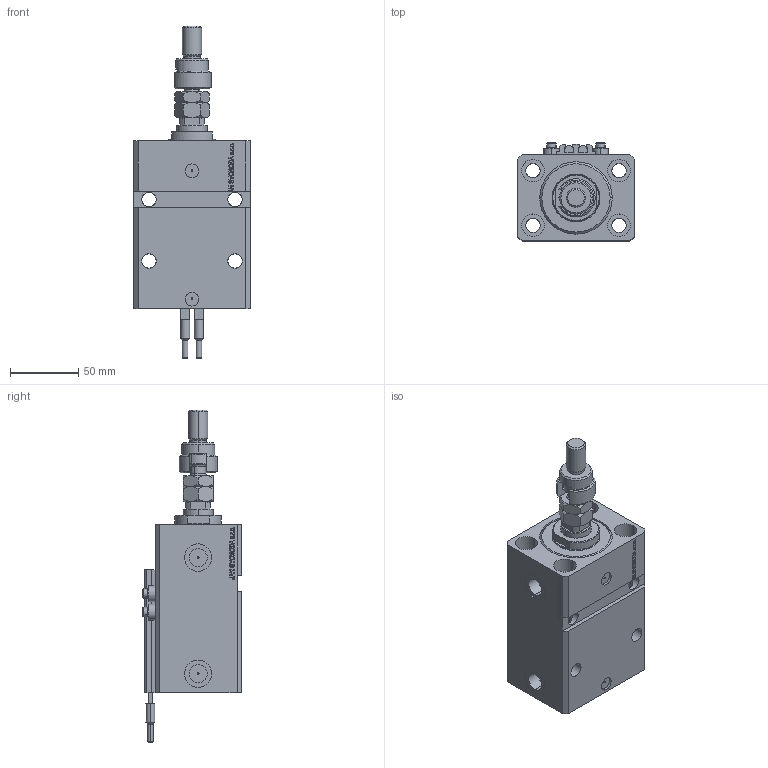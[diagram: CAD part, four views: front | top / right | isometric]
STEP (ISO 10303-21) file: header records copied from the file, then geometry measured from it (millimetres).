
FILE_DESCRIPTION (( 'STEP AP203' ), '1' );
FILE_NAME ('2330.STEP', '2023-10-07T18:00:29', ( '' ), ( '' ), 'SwSTEP 2.0', 'SolidWorks 2019', '' );
FILE_SCHEMA (( 'CONFIG_CONTROL_DESIGN' ));
Length unit declared in the file: millimetre
Products named in the file (9): SWITCH_V250CE fd6790a16059c4ce8d8097102ec0e967; ALLEN BOLT V250CE fd6790a16059c4ce8d8097102ec0e967; FEMALE_PART_FOR_DFA fd6790a16059c4ce8d8097102ec0e967; V250CE_E_Body fd6790a16059c4ce8d8097102ec0e967; DFA fd6790a16059c4ce8d8097102ec0e967; 2330; V250CE_C_VCP fd6790a16059c4ce8d8097102ec0e967; MFA fd6790a16059c4ce8d8097102ec0e967; V250CE_VC_E fd6790a16059c4ce8d8097102ec0e967
Assembly tree (12 placements, depth 3):
  2330
    V250CE_E_Body fd6790a16059c4ce8d8097102ec0e967
    ALLEN BOLT V250CE fd6790a16059c4ce8d8097102ec0e967  x4
    V250CE_C_VCP fd6790a16059c4ce8d8097102ec0e967
    V250CE_VC_E fd6790a16059c4ce8d8097102ec0e967
    DFA fd6790a16059c4ce8d8097102ec0e967
      FEMALE_PART_FOR_DFA fd6790a16059c4ce8d8097102ec0e967
      MFA fd6790a16059c4ce8d8097102ec0e967
    SWITCH_V250CE fd6790a16059c4ce8d8097102ec0e967  x2
Bounding box: 85 x 72 x 243 mm (x, y, z)
Volume: 578503.8 mm3; surface area: 131195.5 mm2
Topology: 12 solids, 12 shells, 1260 faces, 3101 edges, 1977 vertices
Faces by surface type: plane 599, bspline 356, cylinder 183, cone 100, torus 22
Entity records: 52269 total; most frequent: CARTESIAN_POINT 25977, ORIENTED_EDGE 5784, DIRECTION 4044, EDGE_CURVE 2892, VERTEX_POINT 1863, LINE 1704, VECTOR 1704, EDGE_LOOP 1305
